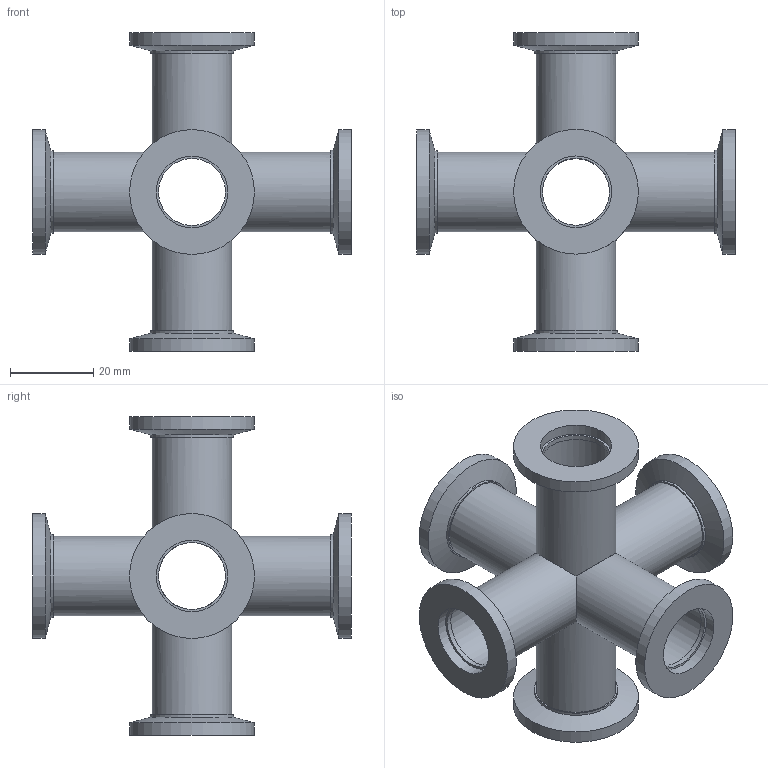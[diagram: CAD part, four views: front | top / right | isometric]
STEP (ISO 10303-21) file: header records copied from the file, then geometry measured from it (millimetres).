
FILE_DESCRIPTION(/* description */ (''),/* implementation_level */ '2;1');
FILE_NAME(/* name */ 'FL-6X16KF.stp',/* time_stamp */ '2019-02-06T15:38:11+00:00',/* author */ ('paul'),/* organization */ (''),/* preprocessor_version */ 'ST-DEVELOPER v17.2',/* originating_system */ 'Autodesk Inventor 2019',/* authorisation */ '');
FILE_SCHEMA (('AUTOMOTIVE_DESIGN { 1 0 10303 214 3 1 1 }'));
Length unit declared in the file: millimetre
Products named in the file (3): FL-5X25KF; Tube; FL-16KF-19W
Assembly tree (12 placements, depth 2):
  FL-5X25KF
    Tube  x6
    FL-16KF-19W  x6
Bounding box: 76.6 x 76.6 x 76.6 mm (x, y, z)
Volume: 19324.7 mm3; surface area: 28496.6 mm2
Topology: 12 solids, 12 shells, 102 faces, 264 edges, 192 vertices
Faces by surface type: plane 54, cylinder 42, cone 6
Full cylindrical faces by diameter (mm): 16.1 x6, 17.2 x12, 19.1 x6, 19.3 x6, 20 x6, 30 x6
Entity records: 747 total; most frequent: DIRECTION 140, CARTESIAN_POINT 108, ORIENTED_EDGE 88, AXIS2_PLACEMENT_3D 64, EDGE_CURVE 44, VERTEX_POINT 32, CIRCLE 22, EDGE_LOOP 22
